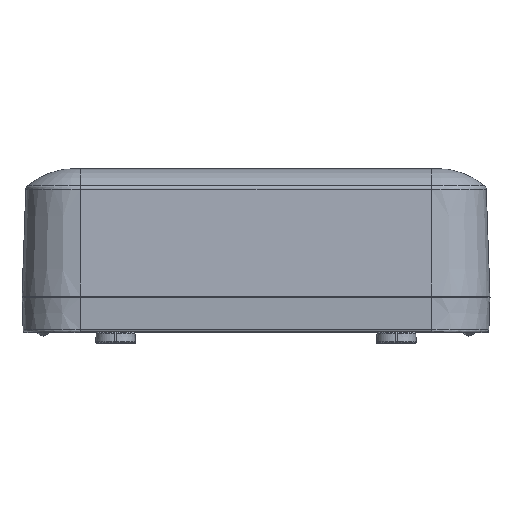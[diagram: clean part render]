
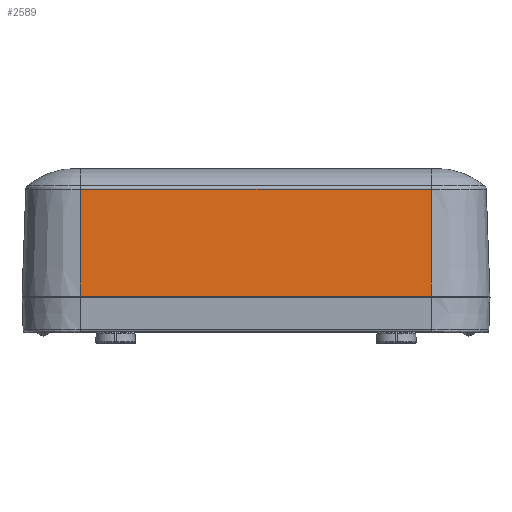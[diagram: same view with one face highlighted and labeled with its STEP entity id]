
A CAD part, top view. The second image highlights one B-rep face of the part: STEP entity #2589.
In plain terms, the highlighted face is planar.
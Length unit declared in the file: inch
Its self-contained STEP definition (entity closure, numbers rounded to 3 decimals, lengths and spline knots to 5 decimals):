
#1365 = PLANE ( 'NONE',  #54805 ) ;
#2589 = ADVANCED_FACE ( 'NONE', ( #45907 ), #1365, .F. ) ;
#2760 = DIRECTION ( 'NONE',  ( 0., 0.999, 0.035 ) ) ;
#2863 = CARTESIAN_POINT ( 'NONE',  ( 2.95276, 0.01575, -3.93646 ) ) ;
#9162 = CARTESIAN_POINT ( 'NONE',  ( 2.95276, 0., -3.93701 ) ) ;
#10226 = LINE ( 'NONE', #2863, #61494 ) ;
#16553 = DIRECTION ( 'NONE',  ( 0., -0.035, 0.999 ) ) ;
#16601 = DIRECTION ( 'NONE',  ( 1., 0., 0. ) ) ;
#18598 = VECTOR ( 'NONE', #38071, 39.37008 ) ;
#21369 = DIRECTION ( 'NONE',  ( -1., 0., 0. ) ) ;
#25288 = ORIENTED_EDGE ( 'NONE', *, *, #45098, .F. ) ;
#26599 = CARTESIAN_POINT ( 'NONE',  ( 2.95276, 1.8157, -3.8736 ) ) ;
#30707 = DIRECTION ( 'NONE',  ( 0., -0.999, -0.035 ) ) ;
#37002 = ORIENTED_EDGE ( 'NONE', *, *, #96494, .F. ) ;
#38071 = DIRECTION ( 'NONE',  ( 0., -0.999, -0.035 ) ) ;
#38664 = CARTESIAN_POINT ( 'NONE',  ( -2.95276, 1.8157, -3.8736 ) ) ;
#39053 = CARTESIAN_POINT ( 'NONE',  ( 2.95276, 0., -3.93701 ) ) ;
#40259 = EDGE_LOOP ( 'NONE', ( #37002, #56441, #25288, #41974 ) ) ;
#41974 = ORIENTED_EDGE ( 'NONE', *, *, #76714, .F. ) ;
#42583 = VERTEX_POINT ( 'NONE', #38664 ) ;
#44834 = LINE ( 'NONE', #95671, #65159 ) ;
#44930 = CARTESIAN_POINT ( 'NONE',  ( -2.95276, 0., -3.93701 ) ) ;
#45098 = EDGE_CURVE ( 'NONE', #61472, #47614, #61012, .T. ) ;
#45421 = LINE ( 'NONE', #44930, #18598 ) ;
#45907 = FACE_OUTER_BOUND ( 'NONE', #40259, .T. ) ;
#46881 = CARTESIAN_POINT ( 'NONE',  ( 2.95276, 0.01575, -3.93646 ) ) ;
#47614 = VERTEX_POINT ( 'NONE', #26599 ) ;
#49950 = CARTESIAN_POINT ( 'NONE',  ( -2.95276, 0.01575, -3.93646 ) ) ;
#54805 = AXIS2_PLACEMENT_3D ( 'NONE', #39053, #16553, #30707 ) ;
#56441 = ORIENTED_EDGE ( 'NONE', *, *, #92749, .F. ) ;
#61012 = LINE ( 'NONE', #9162, #68360 ) ;
#61472 = VERTEX_POINT ( 'NONE', #46881 ) ;
#61494 = VECTOR ( 'NONE', #16601, 39.37008 ) ;
#65159 = VECTOR ( 'NONE', #21369, 39.37008 ) ;
#68360 = VECTOR ( 'NONE', #2760, 39.37008 ) ;
#69217 = VERTEX_POINT ( 'NONE', #49950 ) ;
#76714 = EDGE_CURVE ( 'NONE', #69217, #61472, #10226, .T. ) ;
#92749 = EDGE_CURVE ( 'NONE', #47614, #42583, #44834, .T. ) ;
#95671 = CARTESIAN_POINT ( 'NONE',  ( -2.95276, 1.8157, -3.8736 ) ) ;
#96494 = EDGE_CURVE ( 'NONE', #42583, #69217, #45421, .T. ) ;
